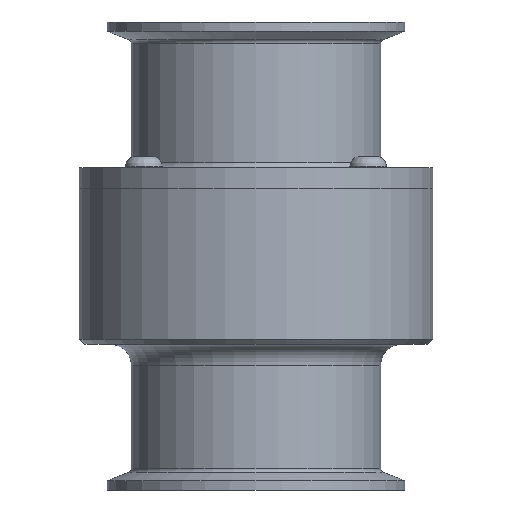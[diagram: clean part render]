
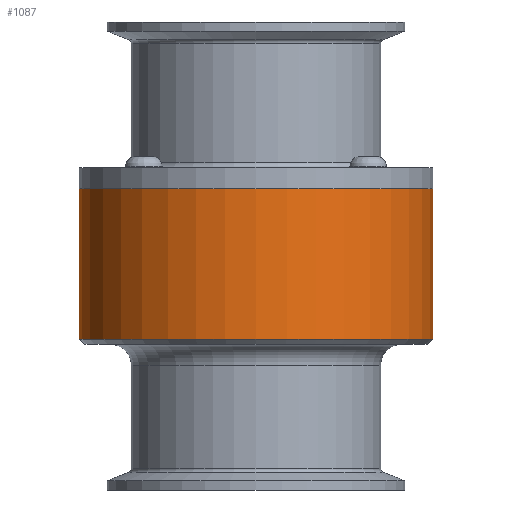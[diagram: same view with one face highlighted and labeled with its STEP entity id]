
A CAD part, front view. The second image highlights one B-rep face of the part: STEP entity #1087.
In plain terms, the highlighted cylindrical face has radius 53.975 mm (diameter 107.95 mm), a full revolution.
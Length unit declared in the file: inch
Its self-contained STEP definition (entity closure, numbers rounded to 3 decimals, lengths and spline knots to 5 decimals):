
#126=CIRCLE('',#1230,2.125);
#127=CIRCLE('',#1231,2.125);
#216=FACE_BOUND('',#433,.T.);
#217=FACE_BOUND('',#434,.T.);
#309=CYLINDRICAL_SURFACE('',#1229,2.125);
#338=FACE_OUTER_BOUND('',#432,.T.);
#432=EDGE_LOOP('',(#866));
#433=EDGE_LOOP('',(#867));
#434=EDGE_LOOP('',(#868));
#616=B_SPLINE_CURVE_WITH_KNOTS('',3,(#2005,#2006,#2007,#2008,#2009,#2010,
#2011,#2012,#2013,#2014,#2015,#2016,#2017,#2018,#2019,#2020,#2021,#2022,
#2023,#2024,#2025,#2026,#2027,#2028,#2029,#2030,#2031,#2032,#2033,#2034,
#2035,#2036,#2037,#2038,#2039,#2040,#2041),.UNSPECIFIED.,.T.,.F.,(4,1,1,
1,1,1,1,1,1,1,1,1,1,1,1,1,1,1,1,1,1,1,1,1,1,1,1,1,1,1,1,1,1,1,4),(-5.51291,
-5.41447,-5.11913,-4.92224,-4.72535,
-4.57768,-4.52846,-4.40541,-4.33157,
-3.93779,-3.77372,-3.67527,-3.54401,
-3.41275,-3.24868,-3.15023,-2.95335,
-2.88772,-2.6252,-2.51034,-2.36268,
-2.21501,-2.16579,-1.9689,-1.82123,
-1.77201,-1.62434,-1.57512,-1.32901,
-1.18134,-0.98445,-0.78756,-0.59067,
-0.39378,0.),.UNSPECIFIED.);
#644=VERTEX_POINT('',#1965);
#647=VERTEX_POINT('',#2079);
#648=VERTEX_POINT('',#2081);
#750=EDGE_CURVE('',#644,#644,#616,.T.);
#752=EDGE_CURVE('',#647,#647,#126,.T.);
#753=EDGE_CURVE('',#648,#648,#127,.T.);
#866=ORIENTED_EDGE('',*,*,#752,.T.);
#867=ORIENTED_EDGE('',*,*,#753,.F.);
#868=ORIENTED_EDGE('',*,*,#750,.F.);
#1087=ADVANCED_FACE('',(#338,#216,#217),#309,.T.);
#1229=AXIS2_PLACEMENT_3D('',#2078,#1425,#1426);
#1230=AXIS2_PLACEMENT_3D('',#2080,#1427,#1428);
#1231=AXIS2_PLACEMENT_3D('',#2082,#1429,#1430);
#1425=DIRECTION('center_axis',(0.,0.,-1.));
#1426=DIRECTION('ref_axis',(0.,1.,0.));
#1427=DIRECTION('center_axis',(0.,0.,-1.));
#1428=DIRECTION('ref_axis',(1.,0.,0.));
#1429=DIRECTION('center_axis',(0.,0.,-1.));
#1430=DIRECTION('ref_axis',(1.,0.,0.));
#1965=CARTESIAN_POINT('',(0.42081,2.08292,-0.78197));
#2005=CARTESIAN_POINT('Ctrl Pts',(0.42085,2.0829,-0.78195));
#2006=CARTESIAN_POINT('Ctrl Pts',(0.42082,2.08291,-0.79716));
#2007=CARTESIAN_POINT('Ctrl Pts',(0.41759,2.08354,-0.85922));
#2008=CARTESIAN_POINT('Ctrl Pts',(0.39106,2.08896,-0.95398));
#2009=CARTESIAN_POINT('Ctrl Pts',(0.33036,2.09944,-1.04914));
#2010=CARTESIAN_POINT('Ctrl Pts',(0.27181,2.10786,-1.10769));
#2011=CARTESIAN_POINT('Ctrl Pts',(0.21904,2.11384,-1.14364));
#2012=CARTESIAN_POINT('Ctrl Pts',(0.17282,2.11807,-1.16754));
#2013=CARTESIAN_POINT('Ctrl Pts',(0.13557,2.12085,-1.18254));
#2014=CARTESIAN_POINT('Ctrl Pts',(0.04221,2.12568,-1.20742));
#2015=CARTESIAN_POINT('Ctrl Pts',(-0.05652,2.12569,
-1.20751));
#2016=CARTESIAN_POINT('Ctrl Pts',(-0.15988,2.11927,-1.17428));
#2017=CARTESIAN_POINT('Ctrl Pts',(-0.21675,2.1141,-1.14523));
#2018=CARTESIAN_POINT('Ctrl Pts',(-0.26506,2.10859,-1.11193));
#2019=CARTESIAN_POINT('Ctrl Pts',(-0.31287,2.10201,-1.06722));
#2020=CARTESIAN_POINT('Ctrl Pts',(-0.35125,2.09587,-1.01773));
#2021=CARTESIAN_POINT('Ctrl Pts',(-0.38756,2.08944,-0.95209));
#2022=CARTESIAN_POINT('Ctrl Pts',(-0.40706,2.08566,-0.89602));
#2023=CARTESIAN_POINT('Ctrl Pts',(-0.42236,2.08261,-0.81236));
#2024=CARTESIAN_POINT('Ctrl Pts',(-0.42246,2.0826,-0.7439));
#2025=CARTESIAN_POINT('Ctrl Pts',(-0.40471,2.08613,-0.66004));
#2026=CARTESIAN_POINT('Ctrl Pts',(-0.38072,2.09069,-0.59725));
#2027=CARTESIAN_POINT('Ctrl Pts',(-0.35218,2.09568,-0.54886));
#2028=CARTESIAN_POINT('Ctrl Pts',(-0.31424,2.10175,-0.49879));
#2029=CARTESIAN_POINT('Ctrl Pts',(-0.27192,2.10785,-0.4563));
#2030=CARTESIAN_POINT('Ctrl Pts',(-0.21902,2.11384,-0.42032));
#2031=CARTESIAN_POINT('Ctrl Pts',(-0.16926,2.1184,-0.39457));
#2032=CARTESIAN_POINT('Ctrl Pts',(-0.13175,2.1211,-0.38012));
#2033=CARTESIAN_POINT('Ctrl Pts',(-0.06144,2.12454,
-0.36235));
#2034=CARTESIAN_POINT('Ctrl Pts',(0.00726,2.12568,
-0.35669));
#2035=CARTESIAN_POINT('Ctrl Pts',(0.1008,2.12314,-0.36947));
#2036=CARTESIAN_POINT('Ctrl Pts',(0.18526,2.11754,-0.39874));
#2037=CARTESIAN_POINT('Ctrl Pts',(0.26645,2.10863,-0.45079));
#2038=CARTESIAN_POINT('Ctrl Pts',(0.33036,2.09945,-0.51492));
#2039=CARTESIAN_POINT('Ctrl Pts',(0.39981,2.08741,-0.62342));
#2040=CARTESIAN_POINT('Ctrl Pts',(0.42093,2.08286,-0.72112));
#2041=CARTESIAN_POINT('Ctrl Pts',(0.42085,2.0829,-0.78195));
#2078=CARTESIAN_POINT('Origin',(0.,0.,-0.81322));
#2079=CARTESIAN_POINT('',(0.,2.125,0.09303));
#2080=CARTESIAN_POINT('Origin',(0.,0.,0.09303));
#2081=CARTESIAN_POINT('',(0.,2.125,-1.71947));
#2082=CARTESIAN_POINT('Origin',(0.,0.,-1.71947));
